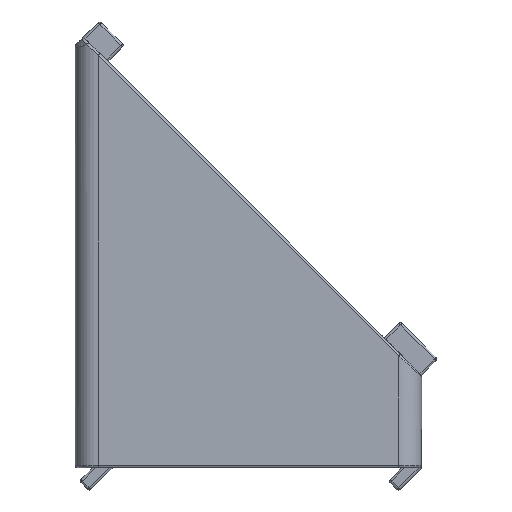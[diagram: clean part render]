
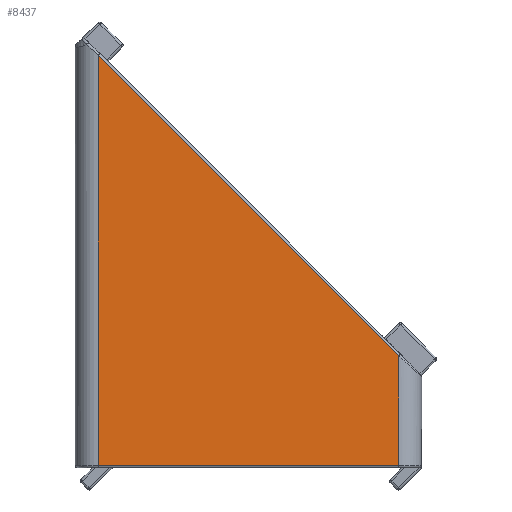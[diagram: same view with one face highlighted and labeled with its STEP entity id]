
A CAD part, left-side view. The second image highlights one B-rep face of the part: STEP entity #8437.
In plain terms, the highlighted planar face has unit normal (-1, 0, 0).
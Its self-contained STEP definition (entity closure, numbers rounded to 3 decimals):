
#24 = VECTOR ( 'NONE', #3904, 1000. ) ;
#493 = DIRECTION ( 'NONE',  ( 0., 0., -1. ) ) ;
#783 = AXIS2_PLACEMENT_3D ( 'NONE', #1996, #4855, #493 ) ;
#951 = VECTOR ( 'NONE', #7972, 1000. ) ;
#968 = DIRECTION ( 'NONE',  ( 0., -1., 0. ) ) ;
#1037 = VECTOR ( 'NONE', #968, 1000. ) ;
#1308 = EDGE_CURVE ( 'NONE', #8318, #2539, #6532, .T. ) ;
#1768 = CARTESIAN_POINT ( 'NONE',  ( -15., -13., 38. ) ) ;
#1920 = VERTEX_POINT ( 'NONE', #2333 ) ;
#1996 = CARTESIAN_POINT ( 'NONE',  ( -15., 13., 38. ) ) ;
#2312 = ORIENTED_EDGE ( 'NONE', *, *, #6590, .T. ) ;
#2333 = CARTESIAN_POINT ( 'NONE',  ( -15., -13., 9.717 ) ) ;
#2539 = VERTEX_POINT ( 'NONE', #4420 ) ;
#2829 = DIRECTION ( 'NONE',  ( 0., 0., -1. ) ) ;
#3443 = FACE_OUTER_BOUND ( 'NONE', #8885, .T. ) ;
#3904 = DIRECTION ( 'NONE',  ( 0., 0., -1. ) ) ;
#4116 = LINE ( 'NONE', #6657, #1037 ) ;
#4396 = LINE ( 'NONE', #8072, #951 ) ;
#4420 = CARTESIAN_POINT ( 'NONE',  ( -15., 13., 0.2 ) ) ;
#4491 = EDGE_CURVE ( 'NONE', #1920, #8318, #4396, .T. ) ;
#4855 = DIRECTION ( 'NONE',  ( 1., 0., 0. ) ) ;
#6036 = ORIENTED_EDGE ( 'NONE', *, *, #4491, .T. ) ;
#6322 = VECTOR ( 'NONE', #2829, 1000. ) ;
#6437 = CARTESIAN_POINT ( 'NONE',  ( -15., 13., 38. ) ) ;
#6532 = LINE ( 'NONE', #6437, #6322 ) ;
#6590 = EDGE_CURVE ( 'NONE', #2539, #7932, #4116, .T. ) ;
#6657 = CARTESIAN_POINT ( 'NONE',  ( -15., 13., 0.2 ) ) ;
#7463 = CARTESIAN_POINT ( 'NONE',  ( -15., 13., 35.717 ) ) ;
#7932 = VERTEX_POINT ( 'NONE', #9112 ) ;
#7972 = DIRECTION ( 'NONE',  ( 0., 0.707, 0.707 ) ) ;
#8072 = CARTESIAN_POINT ( 'NONE',  ( -15., 14.141, 36.859 ) ) ;
#8074 = ORIENTED_EDGE ( 'NONE', *, *, #8276, .F. ) ;
#8276 = EDGE_CURVE ( 'NONE', #1920, #7932, #8793, .T. ) ;
#8281 = ORIENTED_EDGE ( 'NONE', *, *, #1308, .T. ) ;
#8318 = VERTEX_POINT ( 'NONE', #7463 ) ;
#8437 = ADVANCED_FACE ( 'NONE', ( #3443 ), #8960, .F. ) ;
#8793 = LINE ( 'NONE', #1768, #24 ) ;
#8885 = EDGE_LOOP ( 'NONE', ( #8074, #6036, #8281, #2312 ) ) ;
#8960 = PLANE ( 'NONE',  #783 ) ;
#9112 = CARTESIAN_POINT ( 'NONE',  ( -15., -13., 0.2 ) ) ;
